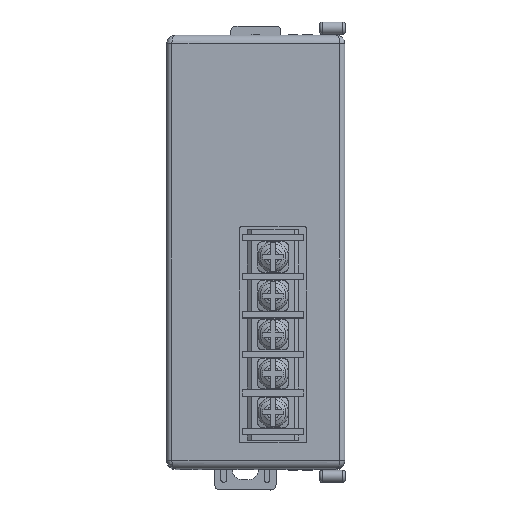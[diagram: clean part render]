
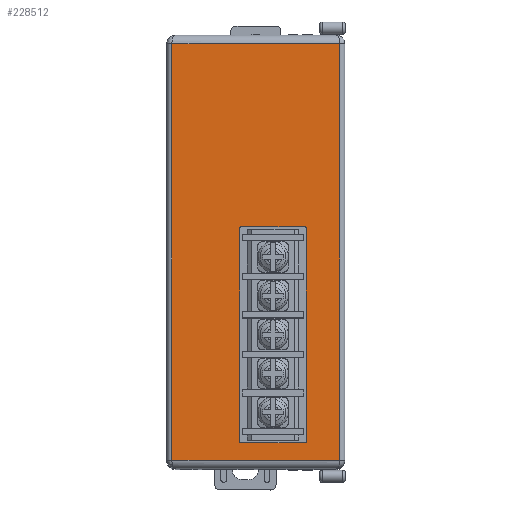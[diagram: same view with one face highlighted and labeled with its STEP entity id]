
A CAD part, top view. The second image highlights one B-rep face of the part: STEP entity #228512.
In plain terms, the highlighted planar face has unit normal (0, 0, 1).
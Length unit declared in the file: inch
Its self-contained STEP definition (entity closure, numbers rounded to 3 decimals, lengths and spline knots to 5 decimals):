
#2793 = EDGE_CURVE ( 'NONE', #222176, #221811, #187443, .T. ) ;
#12668 = CARTESIAN_POINT ( 'NONE',  ( -2.14567, -0.07339, -0.45417 ) ) ;
#12670 = DIRECTION ( 'NONE',  ( -1., 0., 0. ) ) ;
#12671 = VECTOR ( 'NONE', #12670, 39.37008 ) ;
#12672 = CARTESIAN_POINT ( 'NONE',  ( -26.55277, -0.07339, -0.45417 ) ) ;
#12674 = LINE ( 'NONE', #12672, #12671 ) ;
#12733 = FACE_OUTER_BOUND ( 'NONE', #228488, .T. ) ;
#12740 = FACE_BOUND ( 'NONE', #228515, .T. ) ;
#12796 = DIRECTION ( 'NONE',  ( 1., 0., 0. ) ) ;
#12797 = DIRECTION ( 'NONE',  ( 0., 0., -1. ) ) ;
#12798 = CARTESIAN_POINT ( 'NONE',  ( -26.55277, -13.97346, -0.45417 ) ) ;
#12799 = AXIS2_PLACEMENT_3D ( 'NONE', #12798, #12797, #12796 ) ;
#12804 = PLANE ( 'NONE',  #12799 ) ;
#13176 = CARTESIAN_POINT ( 'NONE',  ( -2.14567, -3.28599, -0.45417 ) ) ;
#13178 = DIRECTION ( 'NONE',  ( 1., 0., 0. ) ) ;
#13180 = VECTOR ( 'NONE', #13178, 39.37008 ) ;
#13182 = CARTESIAN_POINT ( 'NONE',  ( -26.55277, -3.28599, -0.45417 ) ) ;
#13183 = LINE ( 'NONE', #13182, #13180 ) ;
#13192 = CARTESIAN_POINT ( 'NONE',  ( -3.44094, -3.28599, -0.45417 ) ) ;
#13196 = DIRECTION ( 'NONE',  ( 0., -1., 0. ) ) ;
#13199 = VECTOR ( 'NONE', #13196, 39.37008 ) ;
#13202 = CARTESIAN_POINT ( 'NONE',  ( -3.44094, -13.97346, -0.45417 ) ) ;
#13205 = LINE ( 'NONE', #13202, #13199 ) ;
#13361 = DIRECTION ( 'NONE',  ( 0., 1., 0. ) ) ;
#13364 = VECTOR ( 'NONE', #13361, 39.37008 ) ;
#13366 = CARTESIAN_POINT ( 'NONE',  ( -2.14567, -13.97346, -0.45417 ) ) ;
#13367 = LINE ( 'NONE', #13366, #13364 ) ;
#162516 = DIRECTION ( 'NONE',  ( -1., 0., 0. ) ) ;
#162517 = VECTOR ( 'NONE', #162516, 39.37008 ) ;
#162519 = CARTESIAN_POINT ( 'NONE',  ( -2.41339, -1.48481, -0.45417 ) ) ;
#162520 = LINE ( 'NONE', #162519, #162517 ) ;
#162935 = CARTESIAN_POINT ( 'NONE',  ( -3.44094, -0.07339, -0.45417 ) ) ;
#174377 = EDGE_CURVE ( 'NONE', #222118, #222176, #162520, .T. ) ;
#174442 = VERTEX_POINT ( 'NONE', #162935 ) ;
#187421 = DIRECTION ( 'NONE',  ( 1., 0., 0. ) ) ;
#187422 = DIRECTION ( 'NONE',  ( 0., 0., 1. ) ) ;
#187423 = CARTESIAN_POINT ( 'NONE',  ( -2.90945, -1.49268, -0.45417 ) ) ;
#187426 = AXIS2_PLACEMENT_3D ( 'NONE', #187423, #187422, #187421 ) ;
#187443 = CIRCLE ( 'NONE', #187426, 0.00787 ) ;
#221783 = VERTEX_POINT ( 'NONE', #221947 ) ;
#221811 = VERTEX_POINT ( 'NONE', #222055 ) ;
#221827 = EDGE_CURVE ( 'NONE', #221811, #221783, #222155, .T. ) ;
#221866 = VERTEX_POINT ( 'NONE', #222495 ) ;
#221904 = EDGE_CURVE ( 'NONE', #221783, #221866, #222563, .T. ) ;
#221925 = VERTEX_POINT ( 'NONE', #222791 ) ;
#221947 = CARTESIAN_POINT ( 'NONE',  ( -2.91732, -3.14229, -0.45417 ) ) ;
#221964 = EDGE_CURVE ( 'NONE', #221866, #221925, #222926, .T. ) ;
#221989 = VERTEX_POINT ( 'NONE', #223164 ) ;
#222013 = EDGE_CURVE ( 'NONE', #221925, #221989, #223211, .T. ) ;
#222034 = VERTEX_POINT ( 'NONE', #223292 ) ;
#222055 = CARTESIAN_POINT ( 'NONE',  ( -2.91732, -1.49268, -0.45417 ) ) ;
#222076 = EDGE_CURVE ( 'NONE', #221989, #222034, #223527, .T. ) ;
#222118 = VERTEX_POINT ( 'NONE', #223809 ) ;
#222144 = EDGE_CURVE ( 'NONE', #222034, #222118, #223774, .T. ) ;
#222150 = DIRECTION ( 'NONE',  ( 0., -1., 0. ) ) ;
#222152 = VECTOR ( 'NONE', #222150, 39.37008 ) ;
#222154 = CARTESIAN_POINT ( 'NONE',  ( -2.91732, -1.49268, -0.45417 ) ) ;
#222155 = LINE ( 'NONE', #222154, #222152 ) ;
#222176 = VERTEX_POINT ( 'NONE', #224011 ) ;
#222495 = CARTESIAN_POINT ( 'NONE',  ( -2.90945, -3.15016, -0.45417 ) ) ;
#222554 = DIRECTION ( 'NONE',  ( 1., 0., 0. ) ) ;
#222557 = DIRECTION ( 'NONE',  ( 0., 0., 1. ) ) ;
#222559 = CARTESIAN_POINT ( 'NONE',  ( -2.90945, -3.14229, -0.45417 ) ) ;
#222561 = AXIS2_PLACEMENT_3D ( 'NONE', #222559, #222557, #222554 ) ;
#222563 = CIRCLE ( 'NONE', #222561, 0.00787 ) ;
#222791 = CARTESIAN_POINT ( 'NONE',  ( -2.41339, -3.15016, -0.45417 ) ) ;
#222922 = DIRECTION ( 'NONE',  ( 1., 0., 0. ) ) ;
#222923 = VECTOR ( 'NONE', #222922, 39.37008 ) ;
#222925 = CARTESIAN_POINT ( 'NONE',  ( -2.90945, -3.15016, -0.45417 ) ) ;
#222926 = LINE ( 'NONE', #222925, #222923 ) ;
#223164 = CARTESIAN_POINT ( 'NONE',  ( -2.40551, -3.14229, -0.45417 ) ) ;
#223203 = DIRECTION ( 'NONE',  ( 1., 0., 0. ) ) ;
#223205 = DIRECTION ( 'NONE',  ( 0., 0., 1. ) ) ;
#223207 = CARTESIAN_POINT ( 'NONE',  ( -2.41339, -3.14229, -0.45417 ) ) ;
#223209 = AXIS2_PLACEMENT_3D ( 'NONE', #223207, #223205, #223203 ) ;
#223211 = CIRCLE ( 'NONE', #223209, 0.00787 ) ;
#223292 = CARTESIAN_POINT ( 'NONE',  ( -2.40551, -1.49268, -0.45417 ) ) ;
#223523 = DIRECTION ( 'NONE',  ( 0., 1., 0. ) ) ;
#223525 = VECTOR ( 'NONE', #223523, 39.37008 ) ;
#223526 = CARTESIAN_POINT ( 'NONE',  ( -2.40551, -3.14229, -0.45417 ) ) ;
#223527 = LINE ( 'NONE', #223526, #223525 ) ;
#223765 = DIRECTION ( 'NONE',  ( 1., 0., 0. ) ) ;
#223768 = DIRECTION ( 'NONE',  ( 0., 0., 1. ) ) ;
#223770 = CARTESIAN_POINT ( 'NONE',  ( -2.41339, -1.49268, -0.45417 ) ) ;
#223772 = AXIS2_PLACEMENT_3D ( 'NONE', #223770, #223768, #223765 ) ;
#223774 = CIRCLE ( 'NONE', #223772, 0.00787 ) ;
#223809 = CARTESIAN_POINT ( 'NONE',  ( -2.41339, -1.48481, -0.45417 ) ) ;
#224011 = CARTESIAN_POINT ( 'NONE',  ( -2.90945, -1.48481, -0.45417 ) ) ;
#228481 = ORIENTED_EDGE ( 'NONE', *, *, #222144, .F. ) ;
#228482 = ORIENTED_EDGE ( 'NONE', *, *, #222076, .F. ) ;
#228483 = ORIENTED_EDGE ( 'NONE', *, *, #222013, .F. ) ;
#228484 = ORIENTED_EDGE ( 'NONE', *, *, #221964, .F. ) ;
#228485 = ORIENTED_EDGE ( 'NONE', *, *, #221904, .F. ) ;
#228488 = EDGE_LOOP ( 'NONE', ( #228489, #228606, #228616, #228627 ) ) ;
#228489 = ORIENTED_EDGE ( 'NONE', *, *, #228492, .T. ) ;
#228492 = EDGE_CURVE ( 'NONE', #228493, #174442, #12674, .T. ) ;
#228493 = VERTEX_POINT ( 'NONE', #12668 ) ;
#228512 = ADVANCED_FACE ( 'NONE', ( #12740, #12733 ), #12804, .F. ) ;
#228515 = EDGE_LOOP ( 'NONE', ( #228659, #228661, #228663, #228481, #228482, #228483, #228484, #228485 ) ) ;
#228606 = ORIENTED_EDGE ( 'NONE', *, *, #228608, .T. ) ;
#228608 = EDGE_CURVE ( 'NONE', #174442, #228611, #13205, .T. ) ;
#228611 = VERTEX_POINT ( 'NONE', #13192 ) ;
#228616 = ORIENTED_EDGE ( 'NONE', *, *, #228618, .T. ) ;
#228618 = EDGE_CURVE ( 'NONE', #228611, #228623, #13183, .T. ) ;
#228623 = VERTEX_POINT ( 'NONE', #13176 ) ;
#228627 = ORIENTED_EDGE ( 'NONE', *, *, #228629, .T. ) ;
#228629 = EDGE_CURVE ( 'NONE', #228623, #228493, #13367, .T. ) ;
#228659 = ORIENTED_EDGE ( 'NONE', *, *, #221827, .F. ) ;
#228661 = ORIENTED_EDGE ( 'NONE', *, *, #2793, .F. ) ;
#228663 = ORIENTED_EDGE ( 'NONE', *, *, #174377, .F. ) ;
